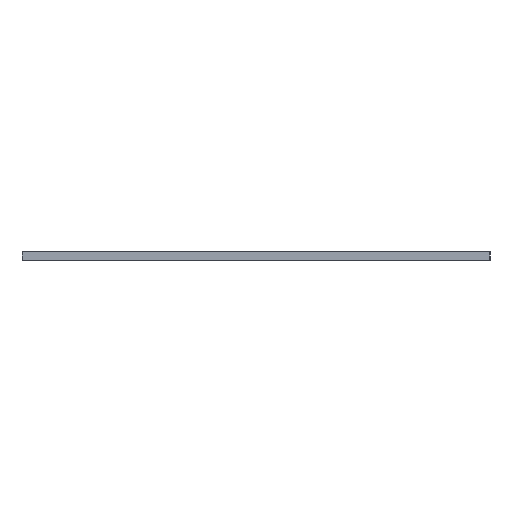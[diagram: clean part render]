
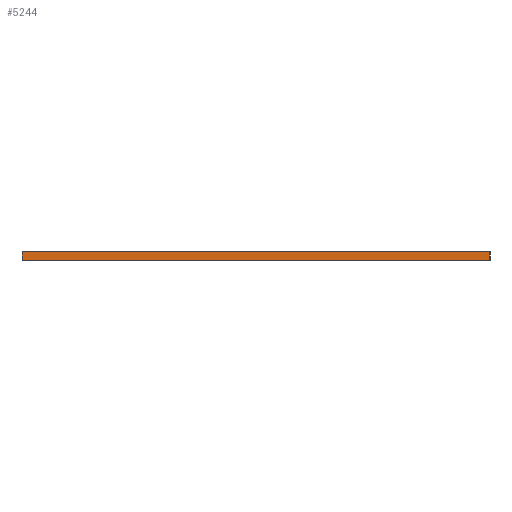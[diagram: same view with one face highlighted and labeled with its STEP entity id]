
A CAD part, left-side view. The second image highlights one B-rep face of the part: STEP entity #5244.
In plain terms, the highlighted planar face has unit normal (-1, 0, 0).
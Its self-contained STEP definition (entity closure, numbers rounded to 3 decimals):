
#83 = PLANE('',#84);
#84 = AXIS2_PLACEMENT_3D('',#85,#86,#87);
#85 = CARTESIAN_POINT('',(130.782,-69.495,1.6));
#86 = DIRECTION('',(0.,0.,1.));
#87 = DIRECTION('',(1.,0.,-0.));
#137 = PLANE('',#138);
#138 = AXIS2_PLACEMENT_3D('',#139,#140,#141);
#139 = CARTESIAN_POINT('',(130.782,-69.495,0.));
#140 = DIRECTION('',(0.,0.,1.));
#141 = DIRECTION('',(1.,0.,-0.));
#268 = PLANE('',#269);
#269 = AXIS2_PLACEMENT_3D('',#270,#271,#272);
#270 = CARTESIAN_POINT('',(92.,-28.,0.));
#271 = DIRECTION('',(0.,-1.,0.));
#272 = DIRECTION('',(-1.,0.,0.));
#307 = VERTEX_POINT('',#308);
#308 = CARTESIAN_POINT('',(82.,-28.,0.));
#329 = EDGE_CURVE('',#307,#330,#332,.T.);
#330 = VERTEX_POINT('',#331);
#331 = CARTESIAN_POINT('',(82.,-113.,0.));
#332 = SURFACE_CURVE('',#333,(#337,#344),.PCURVE_S1.);
#333 = LINE('',#334,#335);
#334 = CARTESIAN_POINT('',(82.,-28.,0.));
#335 = VECTOR('',#336,1.);
#336 = DIRECTION('',(0.,-1.,0.));
#337 = PCURVE('',#137,#338);
#338 = DEFINITIONAL_REPRESENTATION('',(#339),#343);
#339 = LINE('',#340,#341);
#340 = CARTESIAN_POINT('',(-48.782,41.495));
#341 = VECTOR('',#342,1.);
#342 = DIRECTION('',(0.,-1.));
#343 = ( GEOMETRIC_REPRESENTATION_CONTEXT(2) 
PARAMETRIC_REPRESENTATION_CONTEXT() REPRESENTATION_CONTEXT('2D SPACE',''
  ) );
#344 = PCURVE('',#345,#350);
#345 = PLANE('',#346);
#346 = AXIS2_PLACEMENT_3D('',#347,#348,#349);
#347 = CARTESIAN_POINT('',(82.,-28.,0.));
#348 = DIRECTION('',(1.,0.,-0.));
#349 = DIRECTION('',(0.,-1.,0.));
#350 = DEFINITIONAL_REPRESENTATION('',(#351),#355);
#351 = LINE('',#352,#353);
#352 = CARTESIAN_POINT('',(0.,0.));
#353 = VECTOR('',#354,1.);
#354 = DIRECTION('',(1.,0.));
#355 = ( GEOMETRIC_REPRESENTATION_CONTEXT(2) 
PARAMETRIC_REPRESENTATION_CONTEXT() REPRESENTATION_CONTEXT('2D SPACE',''
  ) );
#373 = PLANE('',#374);
#374 = AXIS2_PLACEMENT_3D('',#375,#376,#377);
#375 = CARTESIAN_POINT('',(82.,-113.,0.));
#376 = DIRECTION('',(0.,1.,0.));
#377 = DIRECTION('',(1.,0.,0.));
#2951 = VERTEX_POINT('',#2952);
#2952 = CARTESIAN_POINT('',(82.,-28.,1.6));
#2973 = EDGE_CURVE('',#2951,#2974,#2976,.T.);
#2974 = VERTEX_POINT('',#2975);
#2975 = CARTESIAN_POINT('',(82.,-113.,1.6));
#2976 = SURFACE_CURVE('',#2977,(#2981,#2988),.PCURVE_S1.);
#2977 = LINE('',#2978,#2979);
#2978 = CARTESIAN_POINT('',(82.,-28.,1.6));
#2979 = VECTOR('',#2980,1.);
#2980 = DIRECTION('',(0.,-1.,0.));
#2981 = PCURVE('',#83,#2982);
#2982 = DEFINITIONAL_REPRESENTATION('',(#2983),#2987);
#2983 = LINE('',#2984,#2985);
#2984 = CARTESIAN_POINT('',(-48.782,41.495));
#2985 = VECTOR('',#2986,1.);
#2986 = DIRECTION('',(0.,-1.));
#2987 = ( GEOMETRIC_REPRESENTATION_CONTEXT(2) 
PARAMETRIC_REPRESENTATION_CONTEXT() REPRESENTATION_CONTEXT('2D SPACE',''
  ) );
#2988 = PCURVE('',#345,#2989);
#2989 = DEFINITIONAL_REPRESENTATION('',(#2990),#2994);
#2990 = LINE('',#2991,#2992);
#2991 = CARTESIAN_POINT('',(0.,-1.6));
#2992 = VECTOR('',#2993,1.);
#2993 = DIRECTION('',(1.,0.));
#2994 = ( GEOMETRIC_REPRESENTATION_CONTEXT(2) 
PARAMETRIC_REPRESENTATION_CONTEXT() REPRESENTATION_CONTEXT('2D SPACE',''
  ) );
#5196 = EDGE_CURVE('',#307,#2951,#5197,.T.);
#5197 = SURFACE_CURVE('',#5198,(#5202,#5209),.PCURVE_S1.);
#5198 = LINE('',#5199,#5200);
#5199 = CARTESIAN_POINT('',(82.,-28.,0.));
#5200 = VECTOR('',#5201,1.);
#5201 = DIRECTION('',(0.,0.,1.));
#5202 = PCURVE('',#268,#5203);
#5203 = DEFINITIONAL_REPRESENTATION('',(#5204),#5208);
#5204 = LINE('',#5205,#5206);
#5205 = CARTESIAN_POINT('',(10.,0.));
#5206 = VECTOR('',#5207,1.);
#5207 = DIRECTION('',(0.,-1.));
#5208 = ( GEOMETRIC_REPRESENTATION_CONTEXT(2) 
PARAMETRIC_REPRESENTATION_CONTEXT() REPRESENTATION_CONTEXT('2D SPACE',''
  ) );
#5209 = PCURVE('',#345,#5210);
#5210 = DEFINITIONAL_REPRESENTATION('',(#5211),#5215);
#5211 = LINE('',#5212,#5213);
#5212 = CARTESIAN_POINT('',(0.,0.));
#5213 = VECTOR('',#5214,1.);
#5214 = DIRECTION('',(0.,-1.));
#5215 = ( GEOMETRIC_REPRESENTATION_CONTEXT(2) 
PARAMETRIC_REPRESENTATION_CONTEXT() REPRESENTATION_CONTEXT('2D SPACE',''
  ) );
#5244 = ADVANCED_FACE('',(#5245),#345,.F.);
#5245 = FACE_BOUND('',#5246,.F.);
#5246 = EDGE_LOOP('',(#5247,#5248,#5249,#5270));
#5247 = ORIENTED_EDGE('',*,*,#5196,.T.);
#5248 = ORIENTED_EDGE('',*,*,#2973,.T.);
#5249 = ORIENTED_EDGE('',*,*,#5250,.F.);
#5250 = EDGE_CURVE('',#330,#2974,#5251,.T.);
#5251 = SURFACE_CURVE('',#5252,(#5256,#5263),.PCURVE_S1.);
#5252 = LINE('',#5253,#5254);
#5253 = CARTESIAN_POINT('',(82.,-113.,0.));
#5254 = VECTOR('',#5255,1.);
#5255 = DIRECTION('',(0.,0.,1.));
#5256 = PCURVE('',#345,#5257);
#5257 = DEFINITIONAL_REPRESENTATION('',(#5258),#5262);
#5258 = LINE('',#5259,#5260);
#5259 = CARTESIAN_POINT('',(85.,0.));
#5260 = VECTOR('',#5261,1.);
#5261 = DIRECTION('',(0.,-1.));
#5262 = ( GEOMETRIC_REPRESENTATION_CONTEXT(2) 
PARAMETRIC_REPRESENTATION_CONTEXT() REPRESENTATION_CONTEXT('2D SPACE',''
  ) );
#5263 = PCURVE('',#373,#5264);
#5264 = DEFINITIONAL_REPRESENTATION('',(#5265),#5269);
#5265 = LINE('',#5266,#5267);
#5266 = CARTESIAN_POINT('',(0.,0.));
#5267 = VECTOR('',#5268,1.);
#5268 = DIRECTION('',(0.,-1.));
#5269 = ( GEOMETRIC_REPRESENTATION_CONTEXT(2) 
PARAMETRIC_REPRESENTATION_CONTEXT() REPRESENTATION_CONTEXT('2D SPACE',''
  ) );
#5270 = ORIENTED_EDGE('',*,*,#329,.F.);
